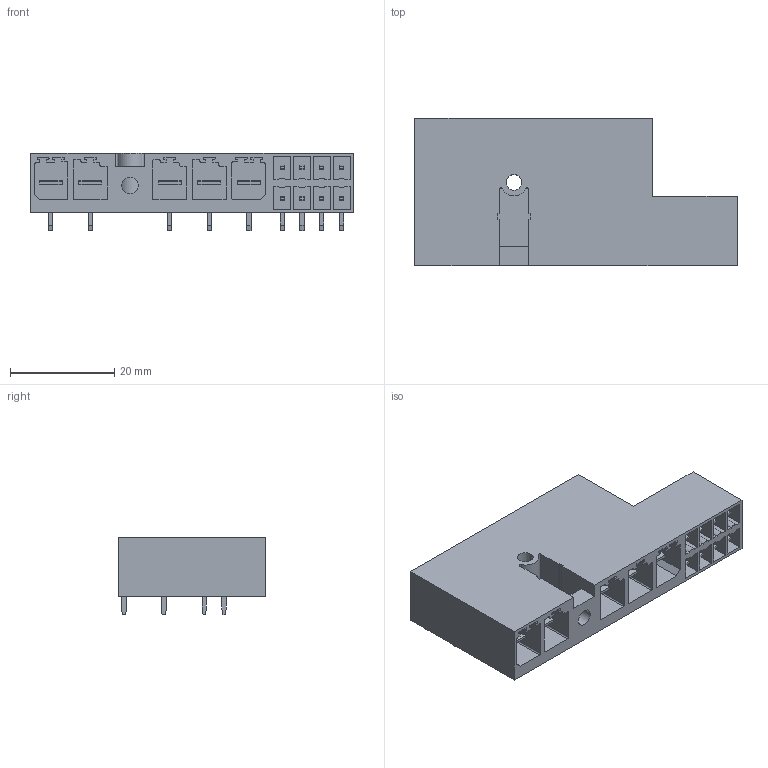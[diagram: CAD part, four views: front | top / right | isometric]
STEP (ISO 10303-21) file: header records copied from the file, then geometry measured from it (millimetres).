
FILE_DESCRIPTION(('CATIA V5 STEP Exchange','CAx-IF Rec.Pracs.--- Model Styling and Organization---1.2---2011-12-15'),'2;1');
FILE_NAME ('D1449488_0', '2018-11-30T13:07:31+00:00', ('none'), ('Weidmueller'), 'CATIA Version 5-6 Release 2014', 'CATIA V5 STEP AP214', 'none');
FILE_SCHEMA(('AUTOMOTIVE_DESIGN { 1 0 10303 214 1 1 1 1 }'));
Length unit declared in the file: millimetre
Products named in the file (1): 1156950000
Bounding box: 61.93 x 28.3 x 14.9 mm (x, y, z)
Volume: 12119.8 mm3; surface area: 11719.9 mm2
Topology: 14 solids, 14 shells, 615 faces, 1717 edges, 1138 vertices
Faces by surface type: plane 536, cylinder 79
Entity records: 16230 total; most frequent: ORIENTED_EDGE 3434, CARTESIAN_POINT 2712, DIRECTION 1964, EDGE_CURVE 1502, VECTOR 1364, LINE 1364, VERTEX_POINT 978, EDGE_LOOP 663
